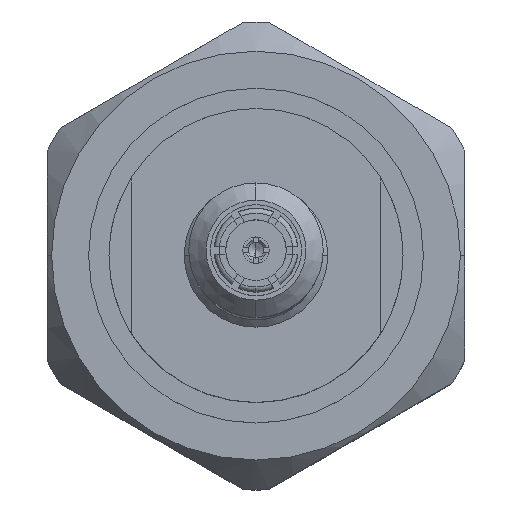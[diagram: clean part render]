
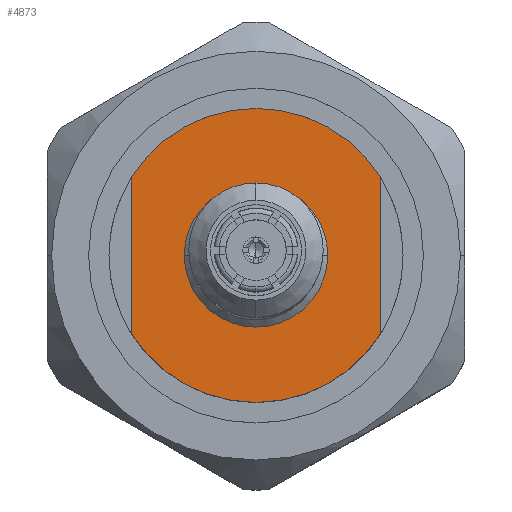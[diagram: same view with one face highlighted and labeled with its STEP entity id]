
A CAD part, top view. The second image highlights one B-rep face of the part: STEP entity #4873.
In plain terms, the highlighted face is planar.
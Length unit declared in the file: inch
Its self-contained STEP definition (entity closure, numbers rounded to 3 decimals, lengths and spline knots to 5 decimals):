
#485 = DIRECTION ( 'NONE',  ( 0., 0., 1. ) ) ;
#595 = CIRCLE ( 'NONE', #6336, 0.11 ) ;
#720 = LINE ( 'NONE', #4576, #8036 ) ;
#727 = DIRECTION ( 'NONE',  ( -1., 0., 0. ) ) ;
#794 = ORIENTED_EDGE ( 'NONE', *, *, #4444, .F. ) ;
#1127 = DIRECTION ( 'NONE',  ( -1., 0., 0. ) ) ;
#1176 = FACE_BOUND ( 'NONE', #1972, .T. ) ;
#1194 = EDGE_CURVE ( 'NONE', #8075, #2264, #6878, .T. ) ;
#1224 = PLANE ( 'NONE',  #4909 ) ;
#1251 = AXIS2_PLACEMENT_3D ( 'NONE', #7536, #727, #7587 ) ;
#1844 = CARTESIAN_POINT ( 'NONE',  ( 0.447, 0., 0. ) ) ;
#1972 = EDGE_LOOP ( 'NONE', ( #3440, #4170 ) ) ;
#2089 = DIRECTION ( 'NONE',  ( -1., 0., 0. ) ) ;
#2264 = VERTEX_POINT ( 'NONE', #2510 ) ;
#2510 = CARTESIAN_POINT ( 'NONE',  ( 0.447, 0., -0.05368 ) ) ;
#2637 = CARTESIAN_POINT ( 'NONE',  ( 0.447, 0., 0. ) ) ;
#2899 = AXIS2_PLACEMENT_3D ( 'NONE', #7346, #8939, #485 ) ;
#2906 = EDGE_CURVE ( 'NONE', #5533, #8385, #4065, .T. ) ;
#3440 = ORIENTED_EDGE ( 'NONE', *, *, #1194, .T. ) ;
#4027 = DIRECTION ( 'NONE',  ( 0., -1., 0. ) ) ;
#4065 = LINE ( 'NONE', #9803, #6991 ) ;
#4170 = ORIENTED_EDGE ( 'NONE', *, *, #7804, .T. ) ;
#4193 = DIRECTION ( 'NONE',  ( 0., 0., 1. ) ) ;
#4235 = DIRECTION ( 'NONE',  ( -1., 0., 0. ) ) ;
#4324 = ORIENTED_EDGE ( 'NONE', *, *, #6069, .F. ) ;
#4412 = DIRECTION ( 'NONE',  ( 0., 1., 0. ) ) ;
#4444 = EDGE_CURVE ( 'NONE', #8385, #4838, #9072, .T. ) ;
#4576 = CARTESIAN_POINT ( 'NONE',  ( 0.447, 0.11, -0.0935 ) ) ;
#4838 = VERTEX_POINT ( 'NONE', #8082 ) ;
#4873 = ADVANCED_FACE ( 'NONE', ( #1176, #5084 ), #1224, .F. ) ;
#4909 = AXIS2_PLACEMENT_3D ( 'NONE', #6677, #4235, #9573 ) ;
#5084 = FACE_OUTER_BOUND ( 'NONE', #8051, .T. ) ;
#5415 = EDGE_CURVE ( 'NONE', #9253, #5533, #595, .T. ) ;
#5533 = VERTEX_POINT ( 'NONE', #8391 ) ;
#6069 = EDGE_CURVE ( 'NONE', #4838, #9253, #720, .T. ) ;
#6256 = CARTESIAN_POINT ( 'NONE',  ( 0.447, 0.05795, 0.0935 ) ) ;
#6336 = AXIS2_PLACEMENT_3D ( 'NONE', #1844, #2089, #6449 ) ;
#6417 = CARTESIAN_POINT ( 'NONE',  ( 0.447, -0.05795, -0.0935 ) ) ;
#6449 = DIRECTION ( 'NONE',  ( 0., 0., 1. ) ) ;
#6677 = CARTESIAN_POINT ( 'NONE',  ( 0.447, 0.11, 0. ) ) ;
#6878 = CIRCLE ( 'NONE', #2899, 0.05368 ) ;
#6991 = VECTOR ( 'NONE', #4412, 39.37008 ) ;
#7346 = CARTESIAN_POINT ( 'NONE',  ( 0.447, 0., 0. ) ) ;
#7536 = CARTESIAN_POINT ( 'NONE',  ( 0.447, 0., 0. ) ) ;
#7587 = DIRECTION ( 'NONE',  ( 0., 0., 1. ) ) ;
#7632 = ORIENTED_EDGE ( 'NONE', *, *, #5415, .F. ) ;
#7804 = EDGE_CURVE ( 'NONE', #2264, #8075, #9617, .T. ) ;
#8036 = VECTOR ( 'NONE', #4027, 39.37008 ) ;
#8051 = EDGE_LOOP ( 'NONE', ( #4324, #794, #8404, #7632 ) ) ;
#8075 = VERTEX_POINT ( 'NONE', #8825 ) ;
#8082 = CARTESIAN_POINT ( 'NONE',  ( 0.447, 0.05795, -0.0935 ) ) ;
#8194 = AXIS2_PLACEMENT_3D ( 'NONE', #2637, #1127, #4193 ) ;
#8385 = VERTEX_POINT ( 'NONE', #6256 ) ;
#8391 = CARTESIAN_POINT ( 'NONE',  ( 0.447, -0.05795, 0.0935 ) ) ;
#8404 = ORIENTED_EDGE ( 'NONE', *, *, #2906, .F. ) ;
#8825 = CARTESIAN_POINT ( 'NONE',  ( 0.447, 0., 0.05368 ) ) ;
#8939 = DIRECTION ( 'NONE',  ( -1., 0., 0. ) ) ;
#9072 = CIRCLE ( 'NONE', #1251, 0.11 ) ;
#9253 = VERTEX_POINT ( 'NONE', #6417 ) ;
#9573 = DIRECTION ( 'NONE',  ( 0., 0., 1. ) ) ;
#9617 = CIRCLE ( 'NONE', #8194, 0.05368 ) ;
#9803 = CARTESIAN_POINT ( 'NONE',  ( 0.447, 0.11, 0.0935 ) ) ;
